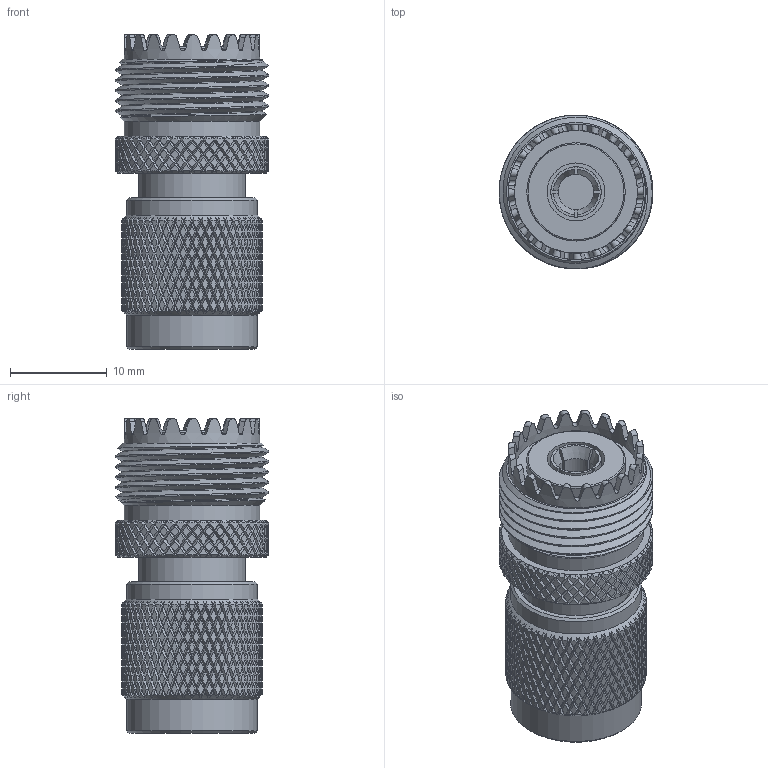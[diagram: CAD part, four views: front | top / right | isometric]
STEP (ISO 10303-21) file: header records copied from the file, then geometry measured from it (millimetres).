
FILE_DESCRIPTION (( 'STEP AP203' ), '1' );
FILE_NAME ('PE9291_3D.step', '2020-08-19T18:12:14', ( '' ), ( '' ), 'SwSTEP 2.0', 'SolidWorks 2018', '' );
FILE_SCHEMA (( 'CONFIG_CONTROL_DESIGN' ));
Products named in the file (1): PE9291_3D
Bounding box: 15.88 x 15.88 x 32.51 mm (x, y, z)
Volume: 4253.6 mm3; surface area: 3826.3 mm2
Topology: 1 solids, 1 shells, 3924 faces, 8417 edges, 4508 vertices
Faces by surface type: bspline 3035, cylinder 771, plane 96, cone 22
Full cylindrical faces by diameter (mm): 1.27 x1, 1.905 x1, 3.67 x1, 5.08 x1, 5.194 x1, 5.969 x1, 7.569 x1, 10.16 x1, 11.024 x1, 11.112 x6, 11.532 x1, 12.7 x1, 13.513 x2, 13.97 x2
Entity records: 150341 total; most frequent: CARTESIAN_POINT 100074, ORIENTED_EDGE 16716, EDGE_CURVE 8358, VERTEX_POINT 4483, EDGE_LOOP 3959, FACE_OUTER_BOUND 3935, ADVANCED_FACE 3918, B_SPLINE_CURVE_WITH_KNOTS 3558
